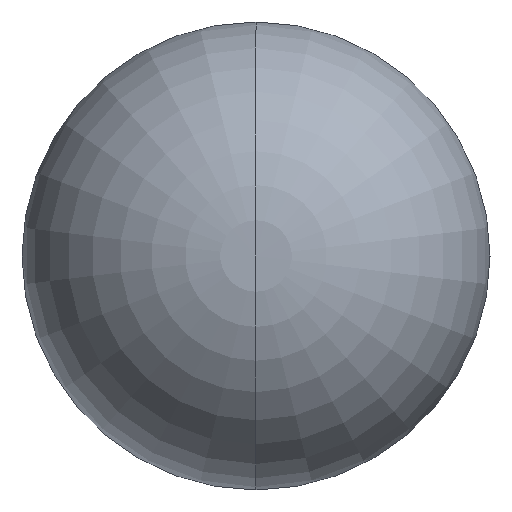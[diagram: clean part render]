
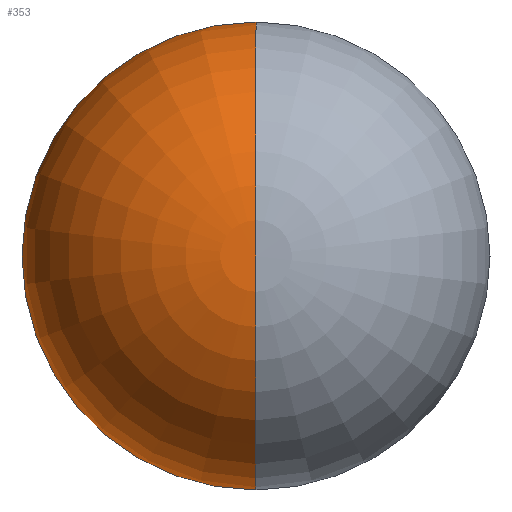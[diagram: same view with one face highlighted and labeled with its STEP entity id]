
A CAD part, left-side view. The second image highlights one B-rep face of the part: STEP entity #353.
In plain terms, the highlighted toroidal (fillet/blend) face has major radius 0.5 mm and minor radius 6.5 mm.
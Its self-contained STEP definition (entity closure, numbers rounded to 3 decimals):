
#13 = CIRCLE ( 'NONE', #260, 6.5 ) ;
#16 = AXIS2_PLACEMENT_3D ( 'NONE', #339, #131, #184 ) ;
#17 = DIRECTION ( 'NONE',  ( 0., 0., -1. ) ) ;
#41 = EDGE_CURVE ( 'NONE', #110, #190, #192, .T. ) ;
#59 = CIRCLE ( 'NONE', #16, 7. ) ;
#64 = EDGE_LOOP ( 'NONE', ( #281, #372, #200 ) ) ;
#69 = DIRECTION ( 'NONE',  ( 0., -1., 0. ) ) ;
#110 = VERTEX_POINT ( 'NONE', #181 ) ;
#113 = CARTESIAN_POINT ( 'NONE',  ( 6.481, 0., -0.5 ) ) ;
#118 = AXIS2_PLACEMENT_3D ( 'NONE', #113, #176, #290 ) ;
#131 = DIRECTION ( 'NONE',  ( -1., 0., 0. ) ) ;
#150 = AXIS2_PLACEMENT_3D ( 'NONE', #318, #346, #198 ) ;
#170 = TOROIDAL_SURFACE ( 'NONE', #150, 0.5, 6.5 ) ;
#176 = DIRECTION ( 'NONE',  ( 0., 1., 0. ) ) ;
#177 = EDGE_CURVE ( 'NONE', #319, #190, #13, .T. ) ;
#181 = CARTESIAN_POINT ( 'NONE',  ( 6.481, 0., -7. ) ) ;
#184 = DIRECTION ( 'NONE',  ( 0., 0., 1. ) ) ;
#189 = CARTESIAN_POINT ( 'NONE',  ( 6.481, 0., 7. ) ) ;
#190 = VERTEX_POINT ( 'NONE', #334 ) ;
#192 = CIRCLE ( 'NONE', #118, 6.5 ) ;
#198 = DIRECTION ( 'NONE',  ( 0., 0., 1. ) ) ;
#200 = ORIENTED_EDGE ( 'NONE', *, *, #177, .F. ) ;
#260 = AXIS2_PLACEMENT_3D ( 'NONE', #264, #69, #17 ) ;
#264 = CARTESIAN_POINT ( 'NONE',  ( 6.481, 0., 0.5 ) ) ;
#266 = EDGE_CURVE ( 'NONE', #319, #110, #59, .T. ) ;
#281 = ORIENTED_EDGE ( 'NONE', *, *, #266, .T. ) ;
#290 = DIRECTION ( 'NONE',  ( 0., 0., 1. ) ) ;
#318 = CARTESIAN_POINT ( 'NONE',  ( 6.481, 0., 0. ) ) ;
#319 = VERTEX_POINT ( 'NONE', #189 ) ;
#323 = FACE_OUTER_BOUND ( 'NONE', #64, .T. ) ;
#334 = CARTESIAN_POINT ( 'NONE',  ( 0., 0., 0. ) ) ;
#339 = CARTESIAN_POINT ( 'NONE',  ( 6.481, 0., 0. ) ) ;
#346 = DIRECTION ( 'NONE',  ( -1., 0., 0. ) ) ;
#353 = ADVANCED_FACE ( 'NONE', ( #323 ), #170, .T. ) ;
#372 = ORIENTED_EDGE ( 'NONE', *, *, #41, .T. ) ;
